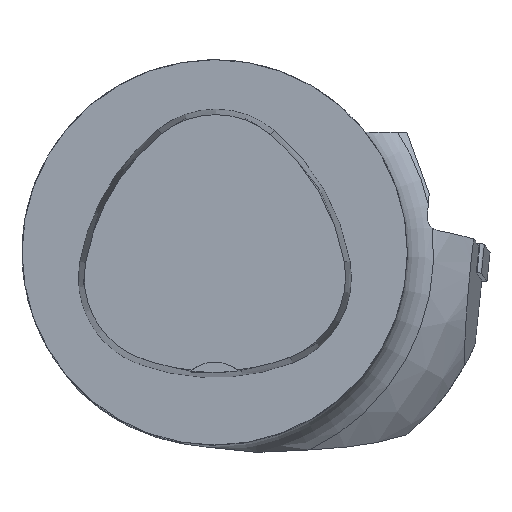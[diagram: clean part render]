
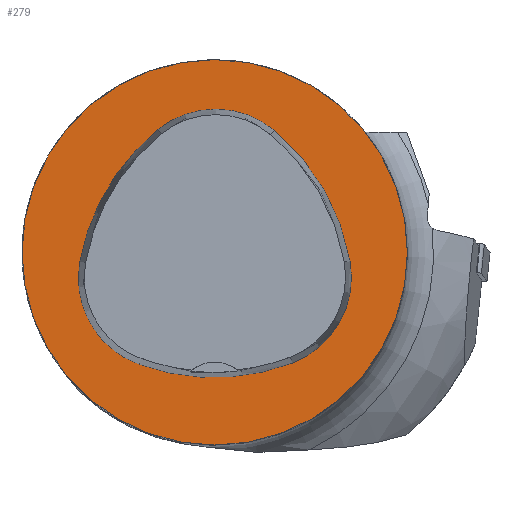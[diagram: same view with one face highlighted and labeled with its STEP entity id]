
A CAD part, top view. The second image highlights one B-rep face of the part: STEP entity #279.
In plain terms, the highlighted planar face has unit normal (0, 0, 1).
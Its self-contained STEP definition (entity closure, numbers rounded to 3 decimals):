
#132=PLANE('',#1638);
#279=ADVANCED_FACE('',(#339,#340),#132,.T.);
#339=FACE_BOUND('',#408,.T.);
#340=FACE_BOUND('',#409,.T.);
#408=EDGE_LOOP('',(#1011,#1012,#1013,#1014,#1015,#1016));
#409=EDGE_LOOP('',(#1017));
#662=CIRCLE('',#1529,31.5);
#686=CIRCLE('',#1616,36.);
#688=CIRCLE('',#1619,15.);
#690=CIRCLE('',#1622,36.);
#692=CIRCLE('',#1625,15.);
#696=CIRCLE('',#1630,36.);
#698=CIRCLE('',#1633,15.);
#1011=ORIENTED_EDGE('',*,*,#1399,.T.);
#1012=ORIENTED_EDGE('',*,*,#1379,.T.);
#1013=ORIENTED_EDGE('',*,*,#1383,.T.);
#1014=ORIENTED_EDGE('',*,*,#1386,.T.);
#1015=ORIENTED_EDGE('',*,*,#1389,.T.);
#1016=ORIENTED_EDGE('',*,*,#1397,.T.);
#1017=ORIENTED_EDGE('',*,*,#1254,.F.);
#1123=VERTEX_POINT('',#2151);
#1205=VERTEX_POINT('',#2515);
#1206=VERTEX_POINT('',#2516);
#1209=VERTEX_POINT('',#2524);
#1211=VERTEX_POINT('',#2530);
#1213=VERTEX_POINT('',#2536);
#1220=VERTEX_POINT('',#2557);
#1254=EDGE_CURVE('',#1123,#1123,#662,.T.);
#1379=EDGE_CURVE('',#1205,#1206,#686,.T.);
#1383=EDGE_CURVE('',#1206,#1209,#688,.T.);
#1386=EDGE_CURVE('',#1209,#1211,#690,.T.);
#1389=EDGE_CURVE('',#1211,#1213,#692,.T.);
#1397=EDGE_CURVE('',#1213,#1220,#696,.T.);
#1399=EDGE_CURVE('',#1220,#1205,#698,.T.);
#1529=AXIS2_PLACEMENT_3D('',#2150,#1708,#1709);
#1616=AXIS2_PLACEMENT_3D('',#2514,#1945,#1946);
#1619=AXIS2_PLACEMENT_3D('',#2523,#1953,#1954);
#1622=AXIS2_PLACEMENT_3D('',#2529,#1960,#1961);
#1625=AXIS2_PLACEMENT_3D('',#2535,#1967,#1968);
#1630=AXIS2_PLACEMENT_3D('',#2558,#1979,#1980);
#1633=AXIS2_PLACEMENT_3D('',#2561,#1985,#1986);
#1638=AXIS2_PLACEMENT_3D('',#2566,#1995,#1996);
#1708=DIRECTION('',(0.,0.,-1.));
#1709=DIRECTION('',(-1.,0.,0.));
#1945=DIRECTION('',(0.,0.,-1.));
#1946=DIRECTION('',(-1.,0.,0.));
#1953=DIRECTION('',(0.,0.,-1.));
#1954=DIRECTION('',(-1.,0.,0.));
#1960=DIRECTION('',(0.,0.,-1.));
#1961=DIRECTION('',(-1.,0.,0.));
#1967=DIRECTION('',(0.,0.,-1.));
#1968=DIRECTION('',(-1.,0.,0.));
#1979=DIRECTION('',(0.,0.,-1.));
#1980=DIRECTION('',(-1.,0.,0.));
#1985=DIRECTION('',(0.,0.,-1.));
#1986=DIRECTION('',(-1.,0.,0.));
#1995=DIRECTION('',(0.,0.,1.));
#1996=DIRECTION('',(1.,0.,0.));
#2150=CARTESIAN_POINT('',(0.,0.,0.));
#2151=CARTESIAN_POINT('',(-31.5,0.,0.));
#2514=CARTESIAN_POINT('',(13.398,-7.893,0.));
#2515=CARTESIAN_POINT('',(-22.041,-1.562,0.));
#2516=CARTESIAN_POINT('',(-9.317,20.036,0.));
#2523=CARTESIAN_POINT('',(0.148,8.399,0.));
#2524=CARTESIAN_POINT('',(9.779,19.898,0.));
#2529=CARTESIAN_POINT('',(-13.337,-7.7,0.));
#2530=CARTESIAN_POINT('',(22.122,-1.48,0.));
#2535=CARTESIAN_POINT('',(7.347,-4.071,0.));
#2536=CARTESIAN_POINT('',(12.693,-18.087,0.));
#2557=CARTESIAN_POINT('',(-12.373,-18.307,0.));
#2558=CARTESIAN_POINT('',(-0.137,15.55,0.));
#2561=CARTESIAN_POINT('',(-7.275,-4.2,0.));
#2566=CARTESIAN_POINT('',(0.,0.,0.));
